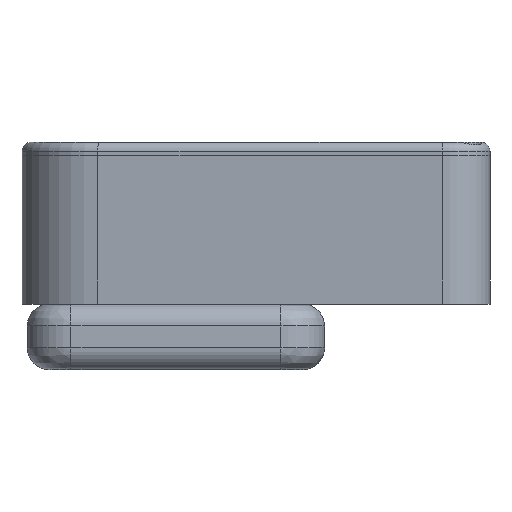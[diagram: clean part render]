
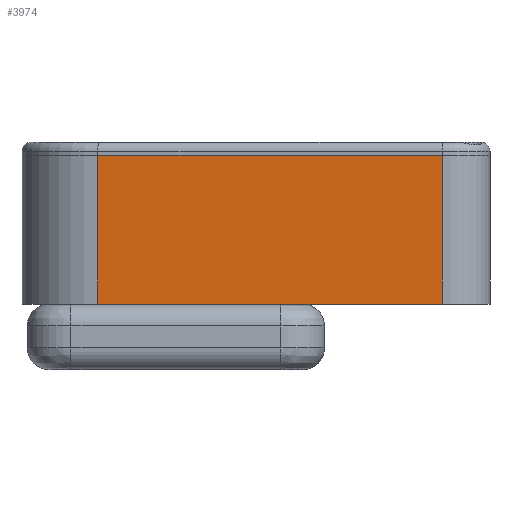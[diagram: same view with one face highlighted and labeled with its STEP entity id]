
A CAD part, left-side view. The second image highlights one B-rep face of the part: STEP entity #3974.
In plain terms, the highlighted planar face has unit normal (-0.996, 0.087, 0).
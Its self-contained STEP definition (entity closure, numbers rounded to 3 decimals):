
#189=PLANE('',#4473);
#392=FACE_OUTER_BOUND('',#694,.T.);
#694=EDGE_LOOP('',(#3372,#3373,#3374,#3375));
#914=LINE('',#6753,#1180);
#963=LINE('',#6921,#1229);
#964=LINE('',#6923,#1230);
#965=LINE('',#6924,#1231);
#1180=VECTOR('',#5445,10.);
#1229=VECTOR('',#5636,10.);
#1230=VECTOR('',#5637,10.);
#1231=VECTOR('',#5638,10.);
#1833=VERTEX_POINT('',#6750);
#1834=VERTEX_POINT('',#6752);
#1882=VERTEX_POINT('',#6920);
#1883=VERTEX_POINT('',#6922);
#2326=EDGE_CURVE('',#1834,#1833,#914,.T.);
#2407=EDGE_CURVE('',#1882,#1833,#963,.T.);
#2408=EDGE_CURVE('',#1883,#1882,#964,.T.);
#2409=EDGE_CURVE('',#1834,#1883,#965,.T.);
#3372=ORIENTED_EDGE('',*,*,#2407,.F.);
#3373=ORIENTED_EDGE('',*,*,#2408,.F.);
#3374=ORIENTED_EDGE('',*,*,#2409,.F.);
#3375=ORIENTED_EDGE('',*,*,#2326,.T.);
#3974=ADVANCED_FACE('',(#392),#189,.F.);
#4473=AXIS2_PLACEMENT_3D('',#6919,#5634,#5635);
#5445=DIRECTION('',(-0.087,-0.996,0.));
#5634=DIRECTION('center_axis',(0.996,-0.087,0.));
#5635=DIRECTION('ref_axis',(-0.087,-0.996,0.));
#5636=DIRECTION('',(0.,0.,-1.));
#5637=DIRECTION('',(-0.087,-0.996,0.));
#5638=DIRECTION('',(0.,0.,1.));
#6750=CARTESIAN_POINT('',(-183.41,-56.128,-40.));
#6752=CARTESIAN_POINT('',(-176.517,22.656,-40.));
#6753=CARTESIAN_POINT('',(-176.7,20.574,-40.));
#6919=CARTESIAN_POINT('Origin',(-175.,40.,0.));
#6920=CARTESIAN_POINT('',(-183.41,-56.128,-6.));
#6921=CARTESIAN_POINT('',(-183.41,-56.128,-11.5));
#6922=CARTESIAN_POINT('',(-176.517,22.656,-6.));
#6923=CARTESIAN_POINT('',(-180.839,-26.745,-6.));
#6924=CARTESIAN_POINT('',(-176.517,22.656,0.));
